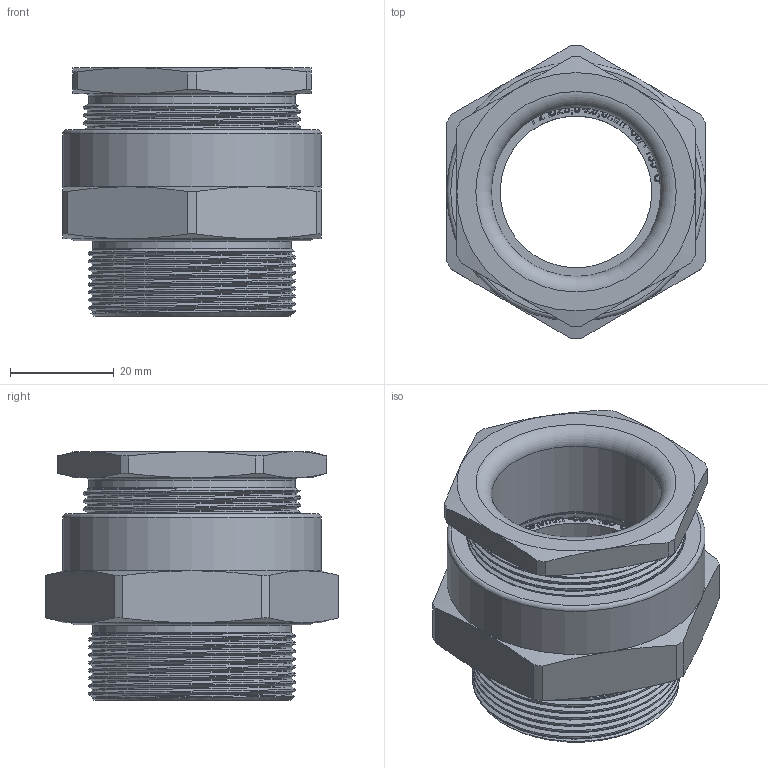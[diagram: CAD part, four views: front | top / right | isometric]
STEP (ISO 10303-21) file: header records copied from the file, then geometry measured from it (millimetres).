
FILE_DESCRIPTION(('HOOPS Exchange Step'),'2;1');
FILE_NAME('m40-f2-15mm-e204-622-conversion.step','2025-03-21T12:25:09+00:00',('root'),('Unknown organisation'),'HOOPS Exchange 2024.3','HOOPS Exchange','Unknown authorisation');
FILE_SCHEMA( ('AP242_MANAGED_MODEL_BASED_3D_ENGINEERING_MIM_LF {1 0 10303 442 1 1 4 }') );
Length unit declared in the file: millimetre
Products named in the file (2): Default; m40-f2-15mm-e204-622-step
Assembly tree (1 placements, depth 2):
  m40-f2-15mm-e204-622-step
    Default
Bounding box: 50 x 56.73 x 48 mm (x, y, z)
Volume: 40304.4 mm3; surface area: 26509 mm2
Topology: 5 solids, 5 shells, 453 faces, 1204 edges, 795 vertices
Faces by surface type: plane 169, extrusion 161, cylinder 76, cone 34, torus 7, bspline 6
Full cylindrical faces by diameter (mm): 29.3 x1, 32.7 x2, 32.9 x1, 38.3 x1, 38.5 x8, 40 x8, 40.3 x2, 40.5 x15, 42 x14, 42.602 x1, 50 x1
Entity records: 36917 total; most frequent: CARTESIAN_POINT 26283, ORIENTED_EDGE 2408, DIRECTION 1635, EDGE_CURVE 1204, VERTEX_POINT 795, VECTOR 757, LINE 596, B_SPLINE_CURVE_WITH_KNOTS 543
